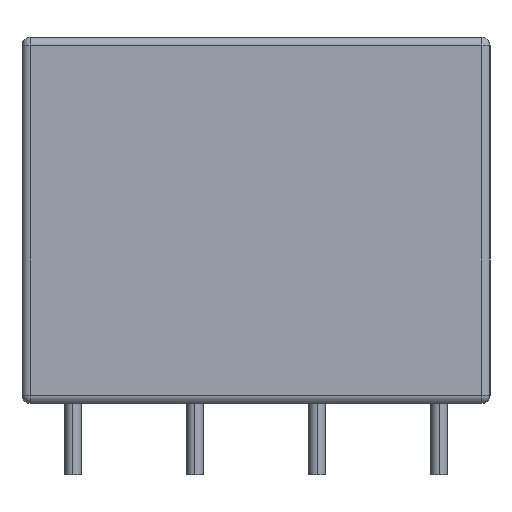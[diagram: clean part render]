
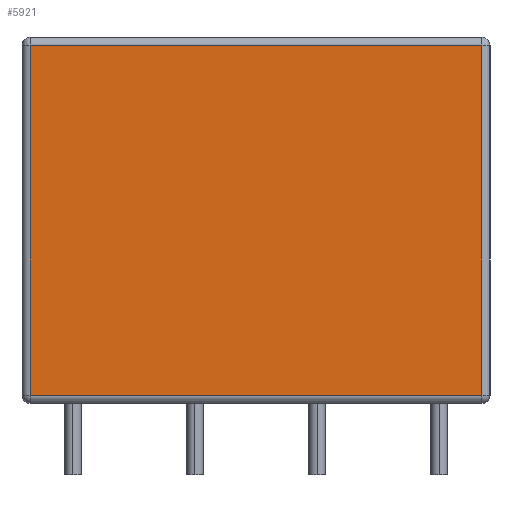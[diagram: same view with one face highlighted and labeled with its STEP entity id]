
A CAD part, left-side view. The second image highlights one B-rep face of the part: STEP entity #5921.
In plain terms, the highlighted planar face has unit normal (-1, 0, 0).
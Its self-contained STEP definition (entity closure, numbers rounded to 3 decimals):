
#607 = LINE ( 'NONE', #7632, #1856 ) ;
#628 = CARTESIAN_POINT ( 'NONE',  ( -19., 11.5, 18. ) ) ;
#700 = DIRECTION ( 'NONE',  ( 0., 0., -1. ) ) ;
#734 = LINE ( 'NONE', #13488, #10104 ) ;
#816 = CARTESIAN_POINT ( 'NONE',  ( -19., 11.5, 0.4 ) ) ;
#1008 = EDGE_CURVE ( 'NONE', #2647, #8746, #12223, .T. ) ;
#1467 = VERTEX_POINT ( 'NONE', #14389 ) ;
#1666 = ORIENTED_EDGE ( 'NONE', *, *, #7368, .T. ) ;
#1856 = VECTOR ( 'NONE', #12288, 1000. ) ;
#2276 = ORIENTED_EDGE ( 'NONE', *, *, #1008, .T. ) ;
#2647 = VERTEX_POINT ( 'NONE', #4888 ) ;
#3081 = DIRECTION ( 'NONE',  ( 1., 0., 0. ) ) ;
#4137 = PLANE ( 'NONE',  #11791 ) ;
#4505 = EDGE_CURVE ( 'NONE', #10488, #1467, #734, .T. ) ;
#4888 = CARTESIAN_POINT ( 'NONE',  ( -19., 11.1, 17.6 ) ) ;
#5272 = DIRECTION ( 'NONE',  ( 0., 1., 0. ) ) ;
#5468 = DIRECTION ( 'NONE',  ( 0., -1., 0. ) ) ;
#5921 = ADVANCED_FACE ( 'NONE', ( #7426 ), #4137, .F. ) ;
#6712 = VECTOR ( 'NONE', #700, 1000. ) ;
#7057 = EDGE_CURVE ( 'NONE', #1467, #2647, #607, .T. ) ;
#7359 = CARTESIAN_POINT ( 'NONE',  ( -19., -11.1, 0.4 ) ) ;
#7368 = EDGE_CURVE ( 'NONE', #8746, #10488, #11253, .T. ) ;
#7426 = FACE_OUTER_BOUND ( 'NONE', #10938, .T. ) ;
#7532 = DIRECTION ( 'NONE',  ( 0., 0., 1. ) ) ;
#7632 = CARTESIAN_POINT ( 'NONE',  ( -19., 11.5, 17.6 ) ) ;
#8746 = VERTEX_POINT ( 'NONE', #10210 ) ;
#9064 = VECTOR ( 'NONE', #5468, 1000. ) ;
#10104 = VECTOR ( 'NONE', #7532, 1000. ) ;
#10210 = CARTESIAN_POINT ( 'NONE',  ( -19., 11.1, 0.4 ) ) ;
#10488 = VERTEX_POINT ( 'NONE', #7359 ) ;
#10938 = EDGE_LOOP ( 'NONE', ( #13355, #2276, #1666, #14623 ) ) ;
#11253 = LINE ( 'NONE', #816, #9064 ) ;
#11791 = AXIS2_PLACEMENT_3D ( 'NONE', #628, #3081, #5272 ) ;
#12148 = CARTESIAN_POINT ( 'NONE',  ( -19., 11.1, 18. ) ) ;
#12223 = LINE ( 'NONE', #12148, #6712 ) ;
#12288 = DIRECTION ( 'NONE',  ( 0., 1., 0. ) ) ;
#13355 = ORIENTED_EDGE ( 'NONE', *, *, #7057, .T. ) ;
#13488 = CARTESIAN_POINT ( 'NONE',  ( -19., -11.1, 18. ) ) ;
#14389 = CARTESIAN_POINT ( 'NONE',  ( -19., -11.1, 17.6 ) ) ;
#14623 = ORIENTED_EDGE ( 'NONE', *, *, #4505, .T. ) ;
